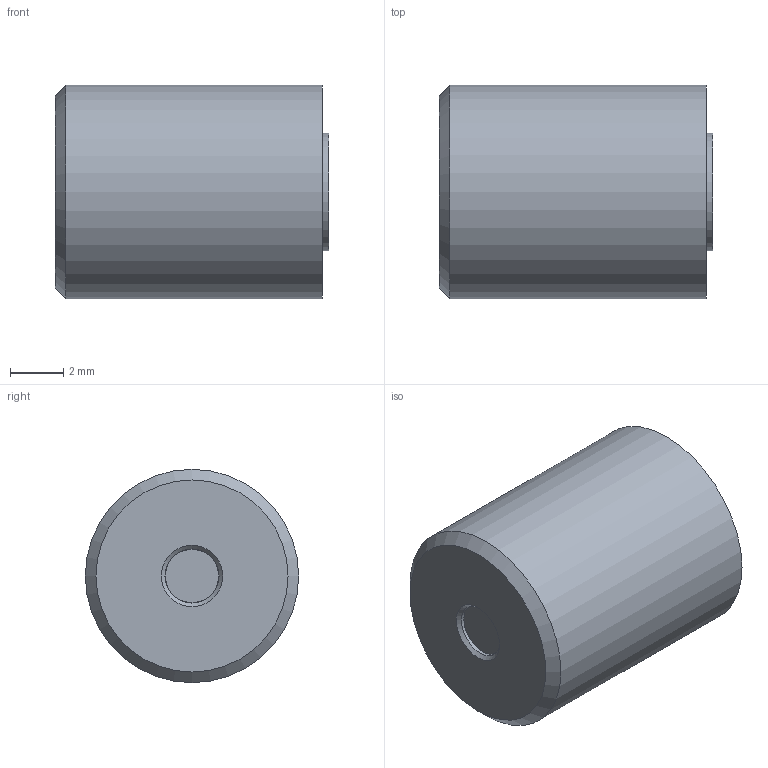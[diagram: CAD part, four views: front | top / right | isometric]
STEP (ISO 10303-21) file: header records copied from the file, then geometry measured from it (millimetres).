
FILE_DESCRIPTION( ( 'STEP AP203' ), ' ' );
FILE_NAME( '0FCCA082017+0FICN08.stp', '2016-02-29T13:47:03', ( '' ), ( '' ), ' ', 'PARTsolutions', ' ' );
FILE_SCHEMA( ( 'CONFIG_CONTROL_DESIGN' ) );
Length unit declared in the file: millimetre
Products named in the file (3): 0FCCA082017+0FICN08; _0FCCM08; _0FICA0820118
Assembly tree (2 placements, depth 2):
  0FCCA082017+0FICN08
    _0FCCM08
    _0FICA0820118
Bounding box: 10.25 x 8 x 8 mm (x, y, z)
Volume: 439.3 mm3; surface area: 597 mm2
Topology: 2 solids, 2 shells, 184 faces, 458 edges, 304 vertices
Faces by surface type: plane 137, cylinder 43, cone 4
Full cylindrical faces by diameter (mm): 0.252 x4, 2.029 x1, 2.3 x1, 4.4 x2, 8 x1
Entity records: 5487 total; most frequent: CARTESIAN_POINT 936, DIRECTION 909, ORIENTED_EDGE 890, EDGE_CURVE 445, LINE 355, VECTOR 355, VERTEX_POINT 304, AXIS2_PLACEMENT_3D 277
